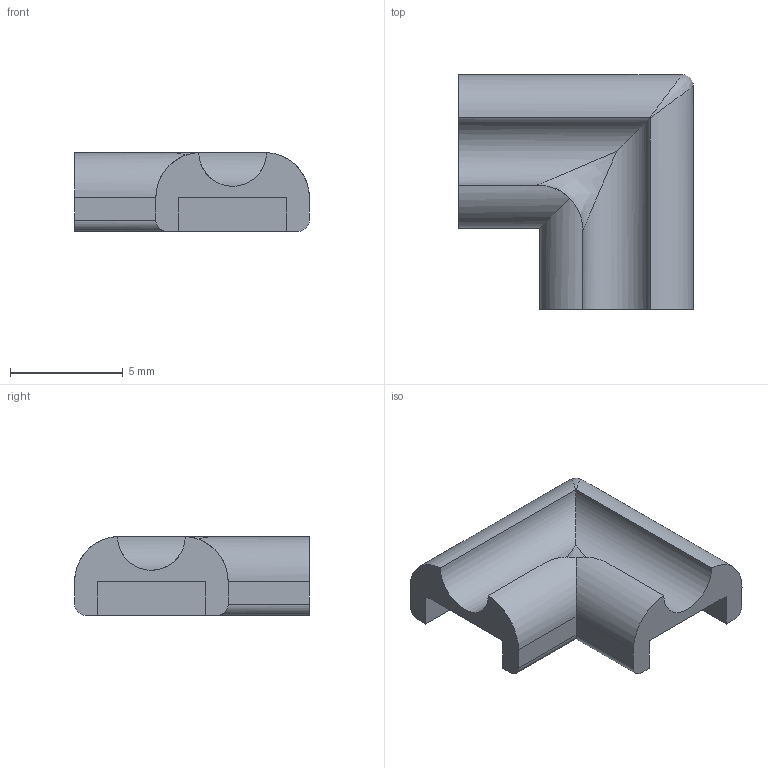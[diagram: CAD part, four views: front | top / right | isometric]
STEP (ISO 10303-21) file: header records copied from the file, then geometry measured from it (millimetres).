
FILE_DESCRIPTION(/* description */ (''),/* implementation_level */ '2;1');
FILE_NAME(/* name */ 'Corner.step',/* time_stamp */ '2026-02-16T16:48:08+01:00',/* author */ (''),/* organization */ (''),/* preprocessor_version */ 'ST-DEVELOPER v20.1',/* originating_system */ 'Autodesk Translation Framework v14.24.0.0',/* authorisation */ '');
FILE_SCHEMA (('AUTOMOTIVE_DESIGN { 1 0 10303 214 3 1 1 }'));
Length unit declared in the file: millimetre
Products named in the file (1): FilaManager
Bounding box: 10.4 x 10.4 x 3.5 mm (x, y, z)
Volume: 156.5 mm3; surface area: 345 mm2
Topology: 1 solids, 1 shells, 31 faces, 81 edges, 51 vertices
Faces by surface type: plane 17, cylinder 11, bspline 2, sphere 1
Entity records: 1067 total; most frequent: CARTESIAN_POINT 281, ORIENTED_EDGE 160, DIRECTION 147, EDGE_CURVE 80, LINE 53, VECTOR 53, VERTEX_POINT 51, AXIS2_PLACEMENT_3D 47
